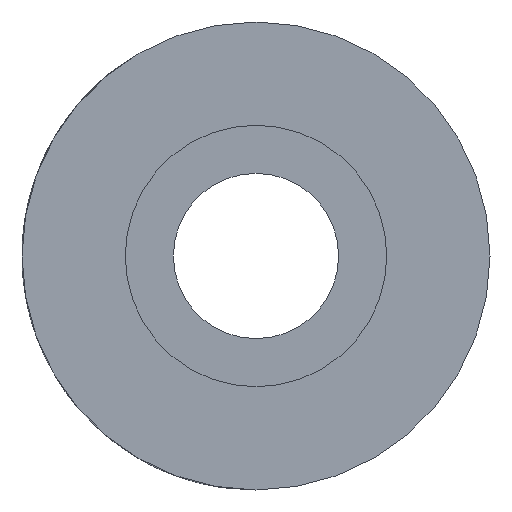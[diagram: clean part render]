
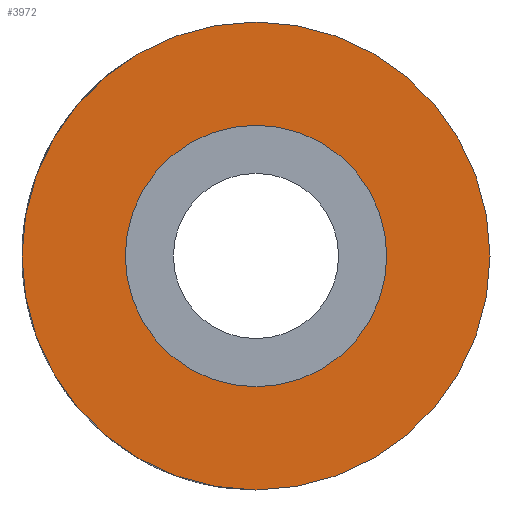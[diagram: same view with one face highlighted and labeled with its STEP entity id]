
A CAD part, left-side view. The second image highlights one B-rep face of the part: STEP entity #3972.
In plain terms, the highlighted planar face has unit normal (-1, 0, 0).
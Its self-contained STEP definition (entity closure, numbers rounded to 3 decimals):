
#244 = DIRECTION ( 'NONE',  ( 0., 0., -1. ) ) ;
#454 = EDGE_CURVE ( 'NONE', #1763, #2706, #757, .T. ) ;
#757 = CIRCLE ( 'NONE', #2819, 8.5 ) ;
#1226 = ORIENTED_EDGE ( 'NONE', *, *, #6635, .F. ) ;
#1249 = AXIS2_PLACEMENT_3D ( 'NONE', #2763, #2806, #4240 ) ;
#1575 = CIRCLE ( 'NONE', #8078, 4.75 ) ;
#1725 = FACE_BOUND ( 'NONE', #5327, .T. ) ;
#1763 = VERTEX_POINT ( 'NONE', #5762 ) ;
#2310 = DIRECTION ( 'NONE',  ( -1., 0., 0. ) ) ;
#2634 = CARTESIAN_POINT ( 'NONE',  ( 0., 0., 0. ) ) ;
#2706 = VERTEX_POINT ( 'NONE', #6053 ) ;
#2763 = CARTESIAN_POINT ( 'NONE',  ( 0., 0., 0. ) ) ;
#2806 = DIRECTION ( 'NONE',  ( -1., 0., 0. ) ) ;
#2819 = AXIS2_PLACEMENT_3D ( 'NONE', #9167, #2310, #6092 ) ;
#3234 = EDGE_CURVE ( 'NONE', #2706, #1763, #5217, .T. ) ;
#3382 = PLANE ( 'NONE',  #6333 ) ;
#3971 = DIRECTION ( 'NONE',  ( 0., 0., -1. ) ) ;
#3972 = ADVANCED_FACE ( 'NONE', ( #1725, #8687 ), #3382, .F. ) ;
#4240 = DIRECTION ( 'NONE',  ( 0., 0., 1. ) ) ;
#4368 = CARTESIAN_POINT ( 'NONE',  ( 0., 0., -4.75 ) ) ;
#4443 = ORIENTED_EDGE ( 'NONE', *, *, #454, .T. ) ;
#4445 = CIRCLE ( 'NONE', #5402, 4.75 ) ;
#5202 = ORIENTED_EDGE ( 'NONE', *, *, #8159, .F. ) ;
#5217 = CIRCLE ( 'NONE', #1249, 8.5 ) ;
#5239 = VERTEX_POINT ( 'NONE', #6046 ) ;
#5327 = EDGE_LOOP ( 'NONE', ( #1226, #5202 ) ) ;
#5402 = AXIS2_PLACEMENT_3D ( 'NONE', #5409, #9287, #244 ) ;
#5409 = CARTESIAN_POINT ( 'NONE',  ( 0., 0., 0. ) ) ;
#5612 = DIRECTION ( 'NONE',  ( 0., 0., -1. ) ) ;
#5711 = CARTESIAN_POINT ( 'NONE',  ( 0., 0., 0. ) ) ;
#5713 = VERTEX_POINT ( 'NONE', #4368 ) ;
#5762 = CARTESIAN_POINT ( 'NONE',  ( 0., 0., -8.5 ) ) ;
#6046 = CARTESIAN_POINT ( 'NONE',  ( 0., 0., 4.75 ) ) ;
#6053 = CARTESIAN_POINT ( 'NONE',  ( 0., 0., 8.5 ) ) ;
#6092 = DIRECTION ( 'NONE',  ( 0., 0., 1. ) ) ;
#6258 = DIRECTION ( 'NONE',  ( -1., 0., 0. ) ) ;
#6333 = AXIS2_PLACEMENT_3D ( 'NONE', #5711, #7152, #5612 ) ;
#6635 = EDGE_CURVE ( 'NONE', #5239, #5713, #4445, .T. ) ;
#7112 = EDGE_LOOP ( 'NONE', ( #8461, #4443 ) ) ;
#7152 = DIRECTION ( 'NONE',  ( 1., 0., 0. ) ) ;
#8078 = AXIS2_PLACEMENT_3D ( 'NONE', #2634, #6258, #3971 ) ;
#8159 = EDGE_CURVE ( 'NONE', #5713, #5239, #1575, .T. ) ;
#8461 = ORIENTED_EDGE ( 'NONE', *, *, #3234, .T. ) ;
#8687 = FACE_OUTER_BOUND ( 'NONE', #7112, .T. ) ;
#9167 = CARTESIAN_POINT ( 'NONE',  ( 0., 0., 0. ) ) ;
#9287 = DIRECTION ( 'NONE',  ( -1., 0., 0. ) ) ;
